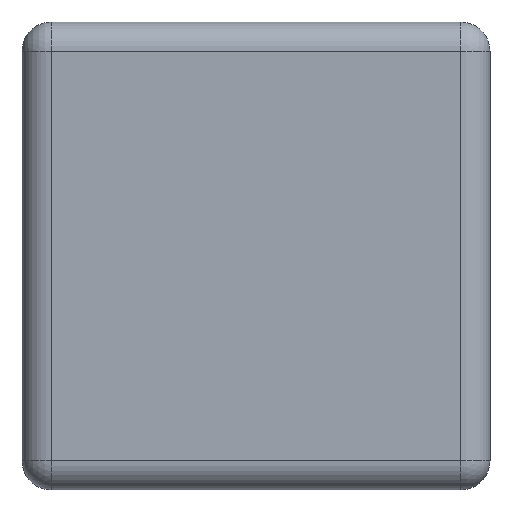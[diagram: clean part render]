
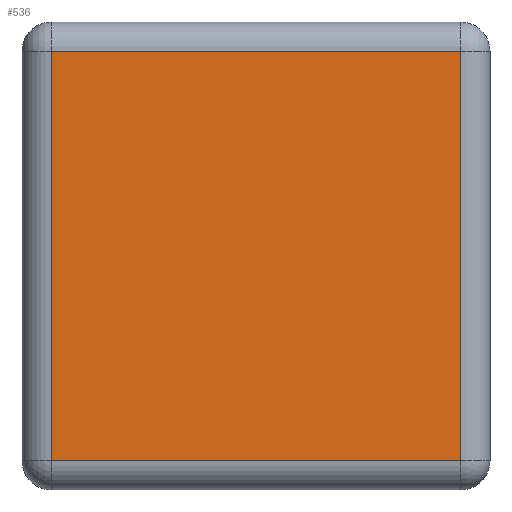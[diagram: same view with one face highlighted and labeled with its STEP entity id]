
A CAD part, left-side view. The second image highlights one B-rep face of the part: STEP entity #536.
In plain terms, the highlighted planar face has unit normal (-1, 0, 0).
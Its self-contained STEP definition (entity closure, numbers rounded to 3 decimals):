
#30 = FACE_OUTER_BOUND ( 'NONE', #2056, .T. ) ;
#157 = DIRECTION ( 'NONE',  ( 0., 0., 1. ) ) ;
#348 = CARTESIAN_POINT ( 'NONE',  ( -0.8, -0.35, 0.75 ) ) ;
#536 = ADVANCED_FACE ( 'NONE', ( #30 ), #1221, .F. ) ;
#796 = VECTOR ( 'NONE', #157, 1000. ) ;
#960 = VECTOR ( 'NONE', #1915, 1000. ) ;
#1011 = EDGE_CURVE ( 'NONE', #2447, #3224, #3931, .T. ) ;
#1221 = PLANE ( 'NONE',  #1846 ) ;
#1229 = VERTEX_POINT ( 'NONE', #1280 ) ;
#1280 = CARTESIAN_POINT ( 'NONE',  ( -0.8, -0.35, 0.05 ) ) ;
#1468 = DIRECTION ( 'NONE',  ( 0., -1., 0. ) ) ;
#1481 = VERTEX_POINT ( 'NONE', #3144 ) ;
#1495 = EDGE_CURVE ( 'NONE', #1229, #2447, #2226, .T. ) ;
#1612 = LINE ( 'NONE', #5126, #4922 ) ;
#1647 = ORIENTED_EDGE ( 'NONE', *, *, #2805, .T. ) ;
#1765 = DIRECTION ( 'NONE',  ( 1., 0., 0. ) ) ;
#1846 = AXIS2_PLACEMENT_3D ( 'NONE', #4536, #1765, #3715 ) ;
#1870 = VECTOR ( 'NONE', #1468, 1000. ) ;
#1915 = DIRECTION ( 'NONE',  ( 0., 1., 0. ) ) ;
#1943 = CARTESIAN_POINT ( 'NONE',  ( -0.8, 0.35, 0.75 ) ) ;
#2056 = EDGE_LOOP ( 'NONE', ( #1647, #4426, #2664, #3056 ) ) ;
#2226 = LINE ( 'NONE', #3791, #796 ) ;
#2447 = VERTEX_POINT ( 'NONE', #348 ) ;
#2456 = EDGE_CURVE ( 'NONE', #3224, #1481, #1612, .T. ) ;
#2664 = ORIENTED_EDGE ( 'NONE', *, *, #1011, .T. ) ;
#2733 = CARTESIAN_POINT ( 'NONE',  ( -0.8, 0.4, 0.75 ) ) ;
#2805 = EDGE_CURVE ( 'NONE', #1481, #1229, #5086, .T. ) ;
#3056 = ORIENTED_EDGE ( 'NONE', *, *, #2456, .T. ) ;
#3144 = CARTESIAN_POINT ( 'NONE',  ( -0.8, 0.35, 0.05 ) ) ;
#3224 = VERTEX_POINT ( 'NONE', #1943 ) ;
#3458 = CARTESIAN_POINT ( 'NONE',  ( -0.8, -0.4, 0.05 ) ) ;
#3715 = DIRECTION ( 'NONE',  ( 0., 0., -1. ) ) ;
#3791 = CARTESIAN_POINT ( 'NONE',  ( -0.8, -0.35, 0.8 ) ) ;
#3931 = LINE ( 'NONE', #2733, #960 ) ;
#4426 = ORIENTED_EDGE ( 'NONE', *, *, #1495, .T. ) ;
#4536 = CARTESIAN_POINT ( 'NONE',  ( -0.8, -0.4, 0.8 ) ) ;
#4757 = DIRECTION ( 'NONE',  ( 0., 0., -1. ) ) ;
#4922 = VECTOR ( 'NONE', #4757, 1000. ) ;
#5086 = LINE ( 'NONE', #3458, #1870 ) ;
#5126 = CARTESIAN_POINT ( 'NONE',  ( -0.8, 0.35, 0.8 ) ) ;
